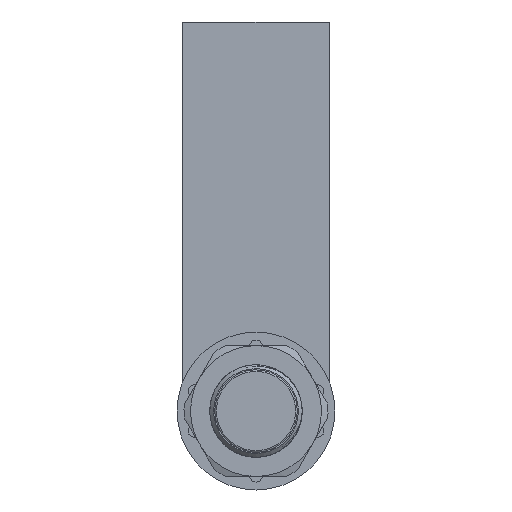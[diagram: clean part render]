
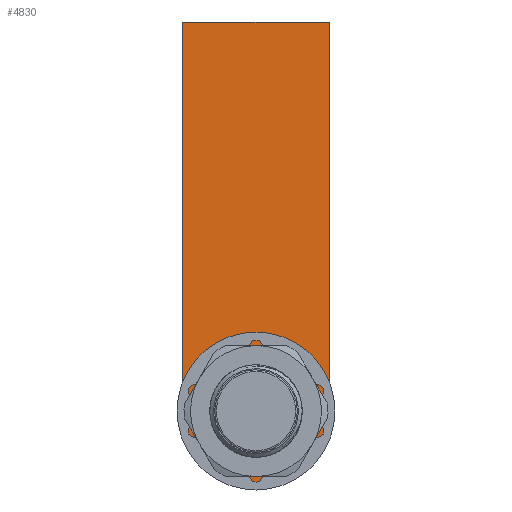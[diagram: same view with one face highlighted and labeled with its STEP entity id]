
A CAD part, front view. The second image highlights one B-rep face of the part: STEP entity #4830.
In plain terms, the highlighted face is planar.
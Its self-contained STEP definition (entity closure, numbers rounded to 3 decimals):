
#577=LINE('',#15733,#834);
#579=LINE('',#15737,#836);
#580=LINE('',#15739,#837);
#834=VECTOR('',#6636,1000.);
#836=VECTOR('',#6640,1000.);
#837=VECTOR('',#6643,1000.);
#1931=ORIENTED_EDGE('',*,*,#2515,.T.);
#1932=ORIENTED_EDGE('',*,*,#2518,.T.);
#1933=ORIENTED_EDGE('',*,*,#2520,.T.);
#1934=ORIENTED_EDGE('',*,*,#2521,.T.);
#1935=ORIENTED_EDGE('',*,*,#2522,.T.);
#2515=EDGE_CURVE('',#2933,#2932,#3166,.T.);
#2518=EDGE_CURVE('',#2932,#2934,#577,.T.);
#2520=EDGE_CURVE('',#2934,#2935,#579,.T.);
#2521=EDGE_CURVE('',#2935,#2933,#580,.T.);
#2522=EDGE_CURVE('',#2936,#2936,#3167,.T.);
#2932=VERTEX_POINT('',#15726);
#2933=VERTEX_POINT('',#15728);
#2934=VERTEX_POINT('',#15732);
#2935=VERTEX_POINT('',#15736);
#2936=VERTEX_POINT('',#15742);
#3166=CIRCLE('',#5382,9.5);
#3167=CIRCLE('',#5387,5.5);
#3571=EDGE_LOOP('',(#1931,#1932,#1933,#1934));
#3572=EDGE_LOOP('',(#1935));
#3982=FACE_BOUND('',#3571,.T.);
#3983=FACE_BOUND('',#3572,.T.);
#4121=PLANE('',#5388);
#4830=ADVANCED_FACE('',(#3982,#3983),#4121,.T.);
#5382=AXIS2_PLACEMENT_3D('',#15727,#6630,#6631);
#5387=AXIS2_PLACEMENT_3D('',#15741,#6646,#6647);
#5388=AXIS2_PLACEMENT_3D('',#15743,#6648,#6649);
#6630=DIRECTION('',(0.,1.,0.));
#6631=DIRECTION('',(-1.,0.,0.));
#6636=DIRECTION('',(0.,0.,-1.));
#6640=DIRECTION('',(-1.,0.,0.));
#6643=DIRECTION('',(0.,0.,1.));
#6646=DIRECTION('',(0.,-1.,0.));
#6647=DIRECTION('',(1.,0.,0.));
#6648=DIRECTION('',(0.,1.,0.));
#6649=DIRECTION('',(0.,0.,1.));
#15726=CARTESIAN_POINT('',(19.,1.,50.5));
#15727=CARTESIAN_POINT('',(9.5,1.,50.5));
#15728=CARTESIAN_POINT('',(0.,1.,50.5));
#15732=CARTESIAN_POINT('',(19.,1.,0.));
#15733=CARTESIAN_POINT('',(19.,1.,50.5));
#15736=CARTESIAN_POINT('',(0.,1.,0.));
#15737=CARTESIAN_POINT('',(19.,1.,0.));
#15739=CARTESIAN_POINT('',(0.,1.,0.));
#15741=CARTESIAN_POINT('',(9.5,1.,50.5));
#15742=CARTESIAN_POINT('',(15.,1.,50.5));
#15743=CARTESIAN_POINT('',(9.5,1.,50.5));
